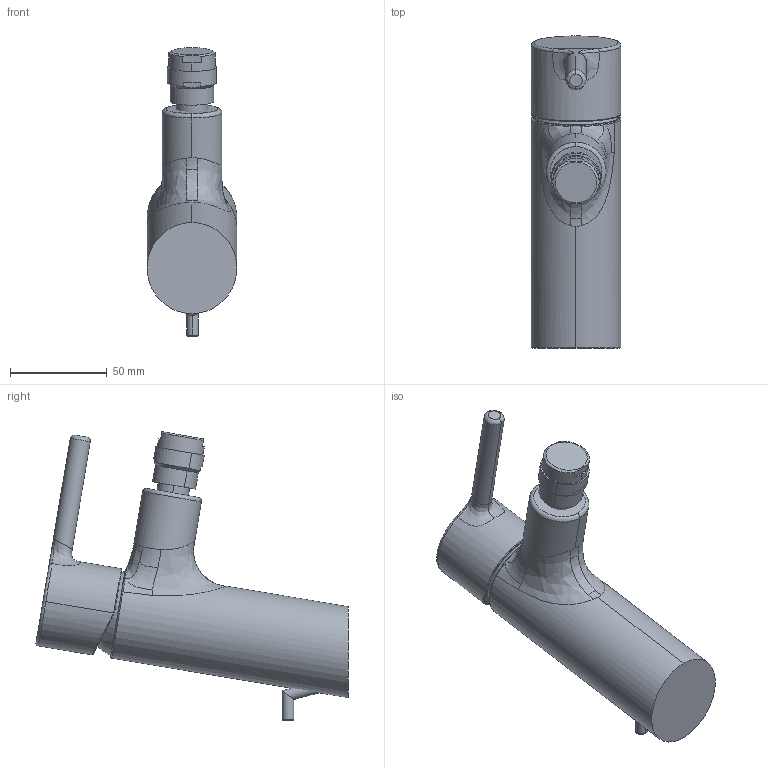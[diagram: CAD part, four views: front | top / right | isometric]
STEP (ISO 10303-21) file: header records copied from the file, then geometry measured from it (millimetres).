
FILE_DESCRIPTION (( 'STEP AP203' ), '1' );
FILE_NAME ('52432267(2022).STEP', '2022-02-07T13:15:53', ( '' ), ( '' ), 'SwSTEP 2.0', 'SolidWorks 2016', '' );
FILE_SCHEMA (( 'CONFIG_CONTROL_DESIGN' ));
Length unit declared in the file: millimetre
Products named in the file (1): 52432267(2022)
Bounding box: 46.5 x 161.59 x 149.39 mm (x, y, z)
Volume: 338292.3 mm3; surface area: 45262 mm2
Topology: 6 solids, 6 shells, 105 faces, 239 edges, 150 vertices
Faces by surface type: bspline 52, plane 25, cylinder 24, cone 4
Entity records: 11368 total; most frequent: CARTESIAN_POINT 9388, ORIENTED_EDGE 478, DIRECTION 251, EDGE_CURVE 239, VERTEX_POINT 150, B_SPLINE_CURVE_WITH_KNOTS 129, EDGE_LOOP 109, FACE_OUTER_BOUND 105
